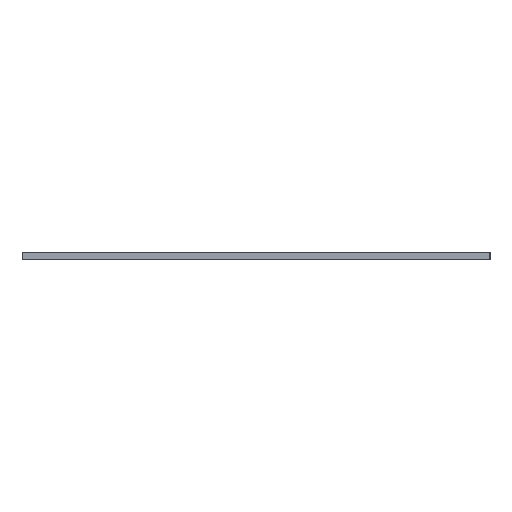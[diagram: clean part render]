
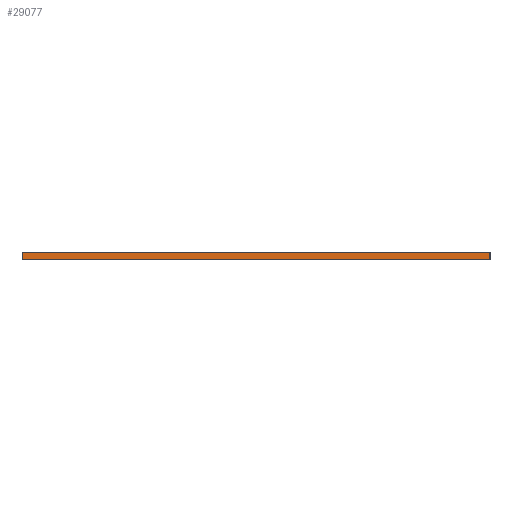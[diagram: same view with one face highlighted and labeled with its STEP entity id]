
A CAD part, left-side view. The second image highlights one B-rep face of the part: STEP entity #29077.
In plain terms, the highlighted planar face has unit normal (-1, 0, 0).
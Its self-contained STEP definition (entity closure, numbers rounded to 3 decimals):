
#1507=FACE_OUTER_BOUND('',#2881,.T.);
#2881=EDGE_LOOP('',(#23575,#23576,#23577,#23578));
#7115=LINE('',#45549,#11231);
#7116=LINE('',#45551,#11232);
#7117=LINE('',#45553,#11233);
#7118=LINE('',#45554,#11234);
#11231=VECTOR('',#37315,10.);
#11232=VECTOR('',#37316,10.);
#11233=VECTOR('',#37317,10.);
#11234=VECTOR('',#37318,10.);
#13979=VERTEX_POINT('',#45547);
#13980=VERTEX_POINT('',#45548);
#13981=VERTEX_POINT('',#45550);
#13982=VERTEX_POINT('',#45552);
#18091=EDGE_CURVE('',#13979,#13980,#7115,.T.);
#18092=EDGE_CURVE('',#13979,#13981,#7116,.T.);
#18093=EDGE_CURVE('',#13982,#13981,#7117,.T.);
#18094=EDGE_CURVE('',#13980,#13982,#7118,.T.);
#23575=ORIENTED_EDGE('',*,*,#18091,.F.);
#23576=ORIENTED_EDGE('',*,*,#18092,.T.);
#23577=ORIENTED_EDGE('',*,*,#18093,.F.);
#23578=ORIENTED_EDGE('',*,*,#18094,.F.);
#27703=PLANE('',#30465);
#29077=ADVANCED_FACE('',(#1507),#27703,.T.);
#30465=AXIS2_PLACEMENT_3D('',#45546,#37313,#37314);
#37313=DIRECTION('center_axis',(-1.,0.,0.));
#37314=DIRECTION('ref_axis',(0.,-1.,0.));
#37315=DIRECTION('',(0.,1.,0.));
#37316=DIRECTION('',(0.,0.,1.));
#37317=DIRECTION('',(0.,-1.,0.));
#37318=DIRECTION('',(0.,0.,1.));
#45546=CARTESIAN_POINT('Origin',(0.095,90.508,1.5));
#45547=CARTESIAN_POINT('',(0.095,-4.742,1.5));
#45548=CARTESIAN_POINT('',(0.095,90.508,1.5));
#45549=CARTESIAN_POINT('',(0.095,-4.742,1.5));
#45550=CARTESIAN_POINT('',(0.095,-4.742,3.));
#45551=CARTESIAN_POINT('',(0.095,-4.742,1.5));
#45552=CARTESIAN_POINT('',(0.095,90.508,3.));
#45553=CARTESIAN_POINT('',(0.095,-4.742,3.));
#45554=CARTESIAN_POINT('',(0.095,90.508,1.5));
